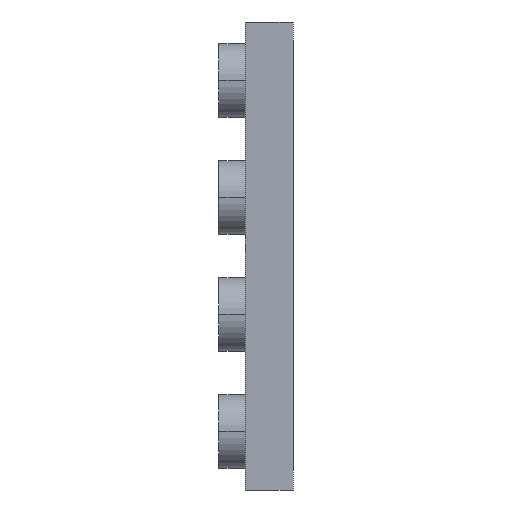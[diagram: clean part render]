
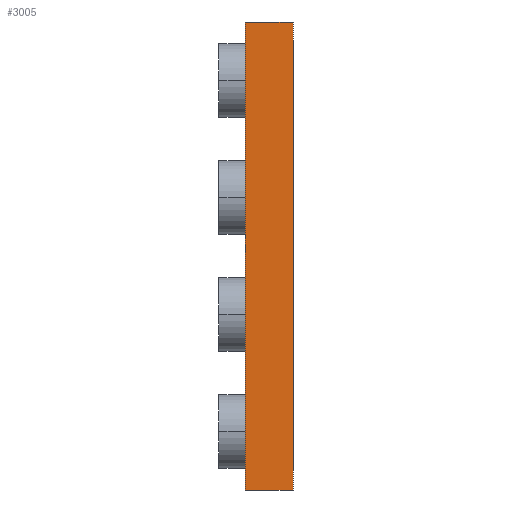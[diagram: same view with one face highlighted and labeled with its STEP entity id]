
A CAD part, left-side view. The second image highlights one B-rep face of the part: STEP entity #3005.
In plain terms, the highlighted planar face has unit normal (-1, 0, 0).
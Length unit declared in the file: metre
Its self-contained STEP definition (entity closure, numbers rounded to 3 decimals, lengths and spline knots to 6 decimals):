
#9=DIRECTION('',(0.,0.,1.));
#10=VECTOR('',#9,0.0312);
#11=CARTESIAN_POINT('',(-0.0468,0.,-0.0312));
#12=LINE('',#11,#10);
#37=DIRECTION('',(0.,1.,0.));
#38=VECTOR('',#37,0.003184);
#39=CARTESIAN_POINT('',(-0.0468,0.,0.));
#40=LINE('',#39,#38);
#41=DIRECTION('',(0.,1.,0.));
#42=VECTOR('',#41,0.003184);
#43=CARTESIAN_POINT('',(-0.0468,0.,-0.0312));
#44=LINE('',#43,#42);
#57=DIRECTION('',(0.,0.,1.));
#58=VECTOR('',#57,0.0312);
#59=CARTESIAN_POINT('',(-0.0468,0.003184,-0.0312));
#60=LINE('',#59,#58);
#2285=CARTESIAN_POINT('',(-0.0468,0.,-0.0312));
#2286=VERTEX_POINT('',#2285);
#2287=CARTESIAN_POINT('',(-0.0468,0.,0.));
#2288=VERTEX_POINT('',#2287);
#2293=CARTESIAN_POINT('',(-0.0468,0.003184,-0.0312));
#2294=VERTEX_POINT('',#2293);
#2295=CARTESIAN_POINT('',(-0.0468,0.003184,0.));
#2296=VERTEX_POINT('',#2295);
#2992=CARTESIAN_POINT('',(-0.0468,0.,-0.0312));
#2993=DIRECTION('',(-1.,0.,0.));
#2994=DIRECTION('',(0.,0.,1.));
#2995=AXIS2_PLACEMENT_3D('',#2992,#2993,#2994);
#2996=PLANE('',#2995);
#2997=ORIENTED_EDGE('',*,*,#2946,.F.);
#2999=ORIENTED_EDGE('',*,*,#2998,.T.);
#3001=ORIENTED_EDGE('',*,*,#3000,.T.);
#3002=ORIENTED_EDGE('',*,*,#2984,.F.);
#3003=EDGE_LOOP('',(#2997,#2999,#3001,#3002));
#3004=FACE_OUTER_BOUND('',#3003,.F.);
#3005=ADVANCED_FACE('',(#3004),#2996,.T.);
#2946=EDGE_CURVE('',#2286,#2288,#12,.T.);
#2984=EDGE_CURVE('',#2288,#2296,#40,.T.);
#2998=EDGE_CURVE('',#2286,#2294,#44,.T.);
#3000=EDGE_CURVE('',#2294,#2296,#60,.T.);
